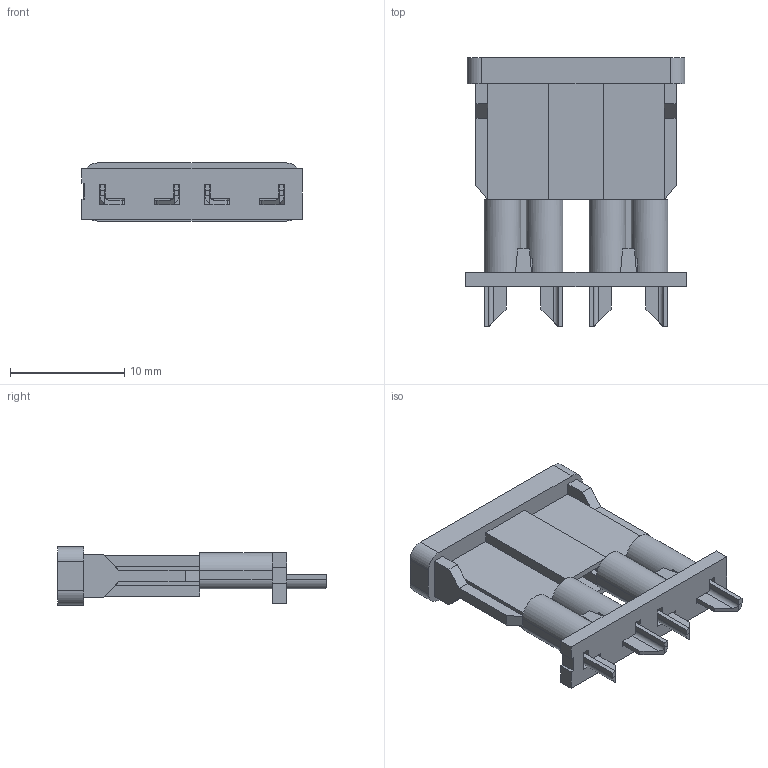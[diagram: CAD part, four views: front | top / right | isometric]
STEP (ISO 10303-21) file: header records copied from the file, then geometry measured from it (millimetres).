
FILE_DESCRIPTION (( 'STEP AP214' ), '1' );
FILE_NAME ('Keystone_3522-2_10A_fuse.STEP', '2021-10-19T14:22:06', ( '' ), ( '' ), 'SwSTEP 2.0', 'SolidWorks 2018', '' );
FILE_SCHEMA (( 'AUTOMOTIVE_DESIGN' ));
Length unit declared in the file: millimetre
Products named in the file (3): ATO-ATC_10A_Fuse; Keystone_3522-2; Keystone_3522-2_10A_fuse
Assembly tree (2 placements, depth 2):
  Keystone_3522-2_10A_fuse
    Keystone_3522-2
    ATO-ATC_10A_Fuse
Bounding box: 19.3 x 23.55 x 5.08 mm (x, y, z)
Volume: 759 mm3; surface area: 1944.3 mm2
Topology: 4 solids, 4 shells, 280 faces, 723 edges, 458 vertices
Faces by surface type: plane 211, cylinder 44, torus 12, bspline 9, cone 4
Entity records: 9788 total; most frequent: CARTESIAN_POINT 2275, ORIENTED_EDGE 1446, DIRECTION 1377, EDGE_CURVE 723, LINE 569, VECTOR 569, VERTEX_POINT 458, AXIS2_PLACEMENT_3D 404
